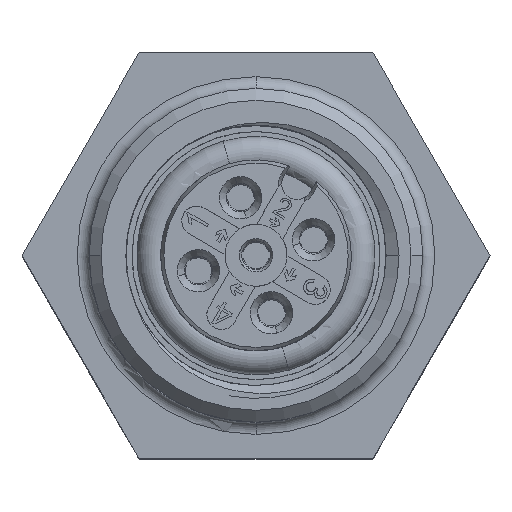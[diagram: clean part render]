
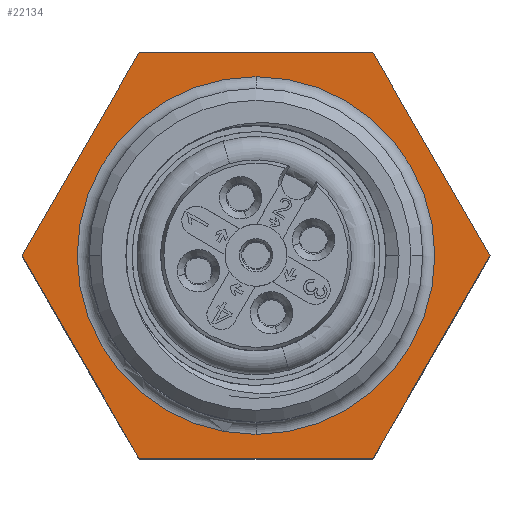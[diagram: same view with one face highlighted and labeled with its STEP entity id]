
A CAD part, top view. The second image highlights one B-rep face of the part: STEP entity #22134.
In plain terms, the highlighted planar face has unit normal (0, 0, 1).
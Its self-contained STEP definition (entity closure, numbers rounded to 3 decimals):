
#22064=AXIS2_PLACEMENT_3D('Plane Axis2P3D',#22061,#22062,#22063) ;
#22102=AXIS2_PLACEMENT_3D('Circle Axis2P3D',#22100,#22101,$) ;
#22111=AXIS2_PLACEMENT_3D('Circle Axis2P3D',#22109,#22110,$) ;
#22118=AXIS2_PLACEMENT_3D('Circle Axis2P3D',#22116,#22117,$) ;
#22125=AXIS2_PLACEMENT_3D('Circle Axis2P3D',#22123,#22124,$) ;
#21983=CARTESIAN_POINT('Line Origine',(17.176,4.25,32.)) ;
#21987=CARTESIAN_POINT('Vertex',(19.63,8.5,32.)) ;
#21989=CARTESIAN_POINT('Vertex',(14.722,0.,32.)) ;
#22029=CARTESIAN_POINT('Line Origine',(9.815,0.,32.)) ;
#22033=CARTESIAN_POINT('Vertex',(4.907,0.,32.)) ;
#22061=CARTESIAN_POINT('Axis2P3D Location',(17.565,8.5,32.)) ;
#22066=CARTESIAN_POINT('Line Origine',(17.176,12.75,32.)) ;
#22070=CARTESIAN_POINT('Vertex',(14.722,17.,32.)) ;
#22073=CARTESIAN_POINT('Line Origine',(9.815,17.,32.)) ;
#22077=CARTESIAN_POINT('Vertex',(4.907,17.,32.)) ;
#22080=CARTESIAN_POINT('Line Origine',(2.454,12.75,32.)) ;
#22084=CARTESIAN_POINT('Vertex',(0.,8.5,32.)) ;
#22087=CARTESIAN_POINT('Line Origine',(2.454,4.25,32.)) ;
#22100=CARTESIAN_POINT('Axis2P3D Location',(9.815,8.5,32.)) ;
#22104=CARTESIAN_POINT('Vertex',(9.815,1.,32.)) ;
#22106=CARTESIAN_POINT('Vertex',(17.315,8.5,32.)) ;
#22109=CARTESIAN_POINT('Axis2P3D Location',(9.815,8.5,32.)) ;
#22113=CARTESIAN_POINT('Vertex',(2.315,8.5,32.)) ;
#22116=CARTESIAN_POINT('Axis2P3D Location',(9.815,8.5,32.)) ;
#22120=CARTESIAN_POINT('Vertex',(9.815,16.,32.)) ;
#22123=CARTESIAN_POINT('Axis2P3D Location',(9.815,8.5,32.)) ;
#21984=DIRECTION('Vector Direction',(-0.5,-0.866,0.)) ;
#22030=DIRECTION('Vector Direction',(-1.,0.,0.)) ;
#22062=DIRECTION('Axis2P3D Direction',(0.,0.,1.)) ;
#22063=DIRECTION('Axis2P3D XDirection',(0.,1.,0.)) ;
#22067=DIRECTION('Vector Direction',(0.5,-0.866,0.)) ;
#22074=DIRECTION('Vector Direction',(1.,0.,0.)) ;
#22081=DIRECTION('Vector Direction',(0.5,0.866,0.)) ;
#22088=DIRECTION('Vector Direction',(-0.5,0.866,0.)) ;
#22101=DIRECTION('Axis2P3D Direction',(0.,0.,1.)) ;
#22110=DIRECTION('Axis2P3D Direction',(0.,0.,1.)) ;
#22117=DIRECTION('Axis2P3D Direction',(0.,0.,1.)) ;
#22124=DIRECTION('Axis2P3D Direction',(0.,0.,1.)) ;
#21985=VECTOR('Line Direction',#21984,1.) ;
#22031=VECTOR('Line Direction',#22030,1.) ;
#22068=VECTOR('Line Direction',#22067,1.) ;
#22075=VECTOR('Line Direction',#22074,1.) ;
#22082=VECTOR('Line Direction',#22081,1.) ;
#22089=VECTOR('Line Direction',#22088,1.) ;
#22093=ORIENTED_EDGE('',*,*,#21991,.F.) ;
#22094=ORIENTED_EDGE('',*,*,#22072,.F.) ;
#22095=ORIENTED_EDGE('',*,*,#22079,.F.) ;
#22096=ORIENTED_EDGE('',*,*,#22086,.F.) ;
#22097=ORIENTED_EDGE('',*,*,#22091,.F.) ;
#22098=ORIENTED_EDGE('',*,*,#22035,.F.) ;
#22129=ORIENTED_EDGE('',*,*,#22108,.F.) ;
#22130=ORIENTED_EDGE('',*,*,#22115,.F.) ;
#22131=ORIENTED_EDGE('',*,*,#22122,.F.) ;
#22132=ORIENTED_EDGE('',*,*,#22127,.F.) ;
#22133=FACE_BOUND('',#22128,.T.) ;
#22134=ADVANCED_FACE('Hauptk\X2\00F6\X0\rper',(#22099,#22133),#22065,.T.) ;
#22103=CIRCLE('generated circle',#22102,7.5) ;
#22112=CIRCLE('generated circle',#22111,7.5) ;
#22119=CIRCLE('generated circle',#22118,7.5) ;
#22126=CIRCLE('generated circle',#22125,7.5) ;
#21991=EDGE_CURVE('',#21988,#21990,#21986,.T.) ;
#22035=EDGE_CURVE('',#21990,#22034,#22032,.T.) ;
#22072=EDGE_CURVE('',#22071,#21988,#22069,.T.) ;
#22079=EDGE_CURVE('',#22078,#22071,#22076,.T.) ;
#22086=EDGE_CURVE('',#22085,#22078,#22083,.T.) ;
#22091=EDGE_CURVE('',#22034,#22085,#22090,.T.) ;
#22108=EDGE_CURVE('',#22105,#22107,#22103,.T.) ;
#22115=EDGE_CURVE('',#22114,#22105,#22112,.T.) ;
#22122=EDGE_CURVE('',#22121,#22114,#22119,.T.) ;
#22127=EDGE_CURVE('',#22107,#22121,#22126,.T.) ;
#22092=EDGE_LOOP('',(#22093,#22094,#22095,#22096,#22097,#22098)) ;
#22128=EDGE_LOOP('',(#22129,#22130,#22131,#22132)) ;
#22099=FACE_OUTER_BOUND('',#22092,.T.) ;
#21986=LINE('Line',#21983,#21985) ;
#22032=LINE('Line',#22029,#22031) ;
#22069=LINE('Line',#22066,#22068) ;
#22076=LINE('Line',#22073,#22075) ;
#22083=LINE('Line',#22080,#22082) ;
#22090=LINE('Line',#22087,#22089) ;
#22065=PLANE('',#22064) ;
#21988=VERTEX_POINT('',#21987) ;
#21990=VERTEX_POINT('',#21989) ;
#22034=VERTEX_POINT('',#22033) ;
#22071=VERTEX_POINT('',#22070) ;
#22078=VERTEX_POINT('',#22077) ;
#22085=VERTEX_POINT('',#22084) ;
#22105=VERTEX_POINT('',#22104) ;
#22107=VERTEX_POINT('',#22106) ;
#22114=VERTEX_POINT('',#22113) ;
#22121=VERTEX_POINT('',#22120) ;
